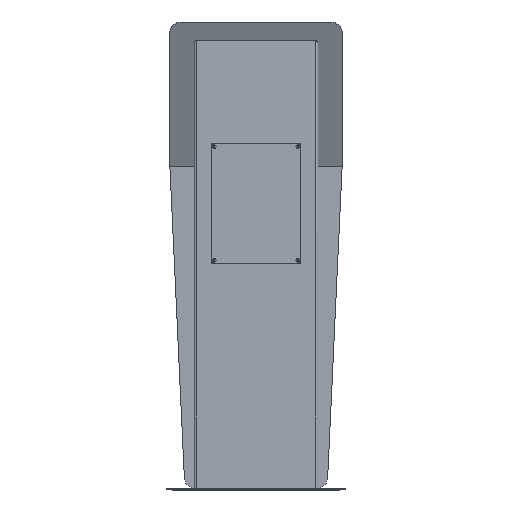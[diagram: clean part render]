
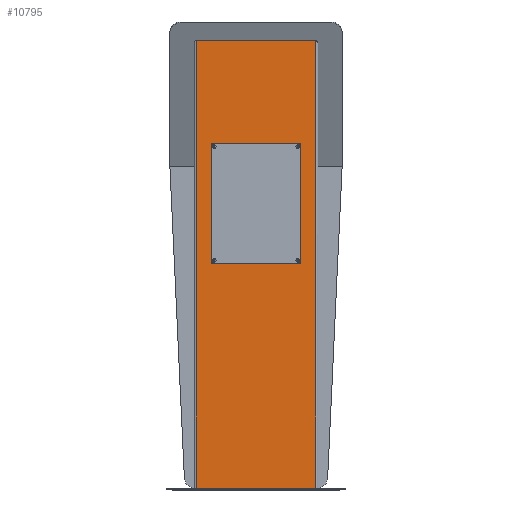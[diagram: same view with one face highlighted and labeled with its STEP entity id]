
A CAD part, top view. The second image highlights one B-rep face of the part: STEP entity #10795.
In plain terms, the highlighted face is planar.
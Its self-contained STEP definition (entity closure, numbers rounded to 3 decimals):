
#524 = CARTESIAN_POINT ( 'NONE',  ( 90., -755., -3. ) ) ;
#743 = EDGE_CURVE ( 'NONE', #115610, #58641, #134151, .T. ) ;
#775 = DIRECTION ( 'NONE',  ( 0., 0., -1. ) ) ;
#1550 = VECTOR ( 'NONE', #15502, 1000. ) ;
#1884 = DIRECTION ( 'NONE',  ( 0., 0., 1. ) ) ;
#1892 = CARTESIAN_POINT ( 'NONE',  ( -150., 6., -3. ) ) ;
#2017 = CARTESIAN_POINT ( 'NONE',  ( -144., 400., -3. ) ) ;
#3818 = LINE ( 'NONE', #82821, #14694 ) ;
#6081 = ORIENTED_EDGE ( 'NONE', *, *, #136592, .T. ) ;
#8778 = CARTESIAN_POINT ( 'NONE',  ( 90., -755., -3. ) ) ;
#10302 = CARTESIAN_POINT ( 'NONE',  ( 200., -750., -3. ) ) ;
#10647 = CARTESIAN_POINT ( 'NONE',  ( 0., 743.566, -3. ) ) ;
#10795 = ADVANCED_FACE ( 'NONE', ( #88431, #111700 ), #55299, .T. ) ;
#11009 = EDGE_LOOP ( 'NONE', ( #20833, #125411, #15255, #34311, #113664, #91440, #112751, #116186 ) ) ;
#11826 = CARTESIAN_POINT ( 'NONE',  ( 144., 0., -3. ) ) ;
#12486 = VERTEX_POINT ( 'NONE', #59419 ) ;
#13335 = EDGE_CURVE ( 'NONE', #84692, #58498, #88138, .T. ) ;
#14694 = VECTOR ( 'NONE', #71516, 1000. ) ;
#15255 = ORIENTED_EDGE ( 'NONE', *, *, #97386, .F. ) ;
#15502 = DIRECTION ( 'NONE',  ( 0., 1., 0. ) ) ;
#17216 = EDGE_CURVE ( 'NONE', #97792, #123315, #100428, .T. ) ;
#20032 = EDGE_CURVE ( 'NONE', #58641, #97792, #132575, .T. ) ;
#20833 = ORIENTED_EDGE ( 'NONE', *, *, #96176, .F. ) ;
#22072 = LINE ( 'NONE', #44622, #92602 ) ;
#22235 = DIRECTION ( 'NONE',  ( 1., 0., 0. ) ) ;
#25232 = VERTEX_POINT ( 'NONE', #109347 ) ;
#26251 = ORIENTED_EDGE ( 'NONE', *, *, #20032, .F. ) ;
#27080 = VECTOR ( 'NONE', #66795, 1000. ) ;
#28268 = CIRCLE ( 'NONE', #52366, 6. ) ;
#28607 = ORIENTED_EDGE ( 'NONE', *, *, #743, .F. ) ;
#29640 = CARTESIAN_POINT ( 'NONE',  ( 144., 6., -3. ) ) ;
#29808 = LINE ( 'NONE', #8778, #44128 ) ;
#32403 = CARTESIAN_POINT ( 'NONE',  ( -150., 394., -3. ) ) ;
#34128 = EDGE_CURVE ( 'NONE', #12486, #45279, #113649, .T. ) ;
#34311 = ORIENTED_EDGE ( 'NONE', *, *, #117813, .F. ) ;
#35767 = CIRCLE ( 'NONE', #117468, 6. ) ;
#36252 = EDGE_CURVE ( 'NONE', #72262, #80141, #113080, .T. ) ;
#37314 = CARTESIAN_POINT ( 'NONE',  ( 200., -750., -3. ) ) ;
#37372 = CARTESIAN_POINT ( 'NONE',  ( 150., 394., -3. ) ) ;
#37855 = EDGE_CURVE ( 'NONE', #25232, #107643, #3818, .T. ) ;
#41092 = DIRECTION ( 'NONE',  ( 0., -1., 0. ) ) ;
#44128 = VECTOR ( 'NONE', #41092, 1000. ) ;
#44622 = CARTESIAN_POINT ( 'NONE',  ( 90., -755., -3. ) ) ;
#45101 = AXIS2_PLACEMENT_3D ( 'NONE', #54567, #146208, #147676 ) ;
#45235 = EDGE_LOOP ( 'NONE', ( #28607, #6081, #82634, #113501, #108514, #83603, #107828, #26251 ) ) ;
#45279 = VERTEX_POINT ( 'NONE', #140810 ) ;
#45899 = DIRECTION ( 'NONE',  ( -1., 0., 0. ) ) ;
#46743 = DIRECTION ( 'NONE',  ( 0., -1., 0. ) ) ;
#47934 = CIRCLE ( 'NONE', #67227, 6. ) ;
#48293 = VERTEX_POINT ( 'NONE', #99598 ) ;
#48599 = CARTESIAN_POINT ( 'NONE',  ( -144., 0., -3. ) ) ;
#50880 = CARTESIAN_POINT ( 'NONE',  ( -90., -750., -3. ) ) ;
#52362 = EDGE_CURVE ( 'NONE', #125572, #107643, #55470, .T. ) ;
#52366 = AXIS2_PLACEMENT_3D ( 'NONE', #131822, #103928, #115222 ) ;
#54567 = CARTESIAN_POINT ( 'NONE',  ( 0., 0., -3. ) ) ;
#55299 = PLANE ( 'NONE',  #45101 ) ;
#55470 = LINE ( 'NONE', #114079, #27080 ) ;
#55780 = DIRECTION ( 'NONE',  ( -1., 0., 0. ) ) ;
#58498 = VERTEX_POINT ( 'NONE', #1892 ) ;
#58641 = VERTEX_POINT ( 'NONE', #75564 ) ;
#58860 = EDGE_CURVE ( 'NONE', #118781, #25232, #22072, .T. ) ;
#59419 = CARTESIAN_POINT ( 'NONE',  ( 200., 743.566, -3. ) ) ;
#62782 = VECTOR ( 'NONE', #63689, 1000. ) ;
#63689 = DIRECTION ( 'NONE',  ( -1., 0., 0. ) ) ;
#66340 = DIRECTION ( 'NONE',  ( 0., -1., 0. ) ) ;
#66795 = DIRECTION ( 'NONE',  ( 1., 0., 0. ) ) ;
#67227 = AXIS2_PLACEMENT_3D ( 'NONE', #80153, #1884, #22235 ) ;
#69659 = CARTESIAN_POINT ( 'NONE',  ( -200., -750., -3. ) ) ;
#71516 = DIRECTION ( 'NONE',  ( 0., 1., 0. ) ) ;
#71547 = LINE ( 'NONE', #115174, #137992 ) ;
#72262 = VERTEX_POINT ( 'NONE', #80314 ) ;
#75564 = CARTESIAN_POINT ( 'NONE',  ( 150., 6., -3. ) ) ;
#80141 = VERTEX_POINT ( 'NONE', #2017 ) ;
#80153 = CARTESIAN_POINT ( 'NONE',  ( 144., 394., -3. ) ) ;
#80314 = CARTESIAN_POINT ( 'NONE',  ( 144., 400., -3. ) ) ;
#82634 = ORIENTED_EDGE ( 'NONE', *, *, #36252, .T. ) ;
#82821 = CARTESIAN_POINT ( 'NONE',  ( -90., -755., -3. ) ) ;
#83603 = ORIENTED_EDGE ( 'NONE', *, *, #109546, .T. ) ;
#84692 = VERTEX_POINT ( 'NONE', #99880 ) ;
#86899 = DIRECTION ( 'NONE',  ( 0., -1., 0. ) ) ;
#87034 = AXIS2_PLACEMENT_3D ( 'NONE', #29640, #121376, #113636 ) ;
#88138 = LINE ( 'NONE', #32403, #109625 ) ;
#88431 = FACE_OUTER_BOUND ( 'NONE', #11009, .T. ) ;
#89824 = CARTESIAN_POINT ( 'NONE',  ( 144., 400., -3. ) ) ;
#90277 = EDGE_CURVE ( 'NONE', #48293, #118781, #29808, .T. ) ;
#91440 = ORIENTED_EDGE ( 'NONE', *, *, #58860, .T. ) ;
#92602 = VECTOR ( 'NONE', #134099, 1000. ) ;
#96176 = EDGE_CURVE ( 'NONE', #45279, #125572, #71547, .T. ) ;
#97386 = EDGE_CURVE ( 'NONE', #132720, #12486, #130532, .T. ) ;
#97792 = VERTEX_POINT ( 'NONE', #11826 ) ;
#98148 = CARTESIAN_POINT ( 'NONE',  ( 150., 394., -3. ) ) ;
#99598 = CARTESIAN_POINT ( 'NONE',  ( 90., -750., -3. ) ) ;
#99880 = CARTESIAN_POINT ( 'NONE',  ( -150., 394., -3. ) ) ;
#100428 = LINE ( 'NONE', #143279, #62782 ) ;
#100804 = VECTOR ( 'NONE', #55780, 1000. ) ;
#102707 = LINE ( 'NONE', #69659, #134425 ) ;
#103028 = CARTESIAN_POINT ( 'NONE',  ( -144., 394., -3. ) ) ;
#103928 = DIRECTION ( 'NONE',  ( 0., 0., 1. ) ) ;
#107643 = VERTEX_POINT ( 'NONE', #50880 ) ;
#107828 = ORIENTED_EDGE ( 'NONE', *, *, #17216, .F. ) ;
#108514 = ORIENTED_EDGE ( 'NONE', *, *, #13335, .T. ) ;
#109347 = CARTESIAN_POINT ( 'NONE',  ( -90., -755., -3. ) ) ;
#109546 = EDGE_CURVE ( 'NONE', #58498, #123315, #28268, .T. ) ;
#109625 = VECTOR ( 'NONE', #66340, 1000. ) ;
#109684 = CARTESIAN_POINT ( 'NONE',  ( -200., -750., -3. ) ) ;
#111700 = FACE_BOUND ( 'NONE', #45235, .T. ) ;
#112527 = DIRECTION ( 'NONE',  ( 1., 0., 0. ) ) ;
#112751 = ORIENTED_EDGE ( 'NONE', *, *, #37855, .T. ) ;
#113080 = LINE ( 'NONE', #89824, #132097 ) ;
#113501 = ORIENTED_EDGE ( 'NONE', *, *, #115698, .F. ) ;
#113636 = DIRECTION ( 'NONE',  ( -1., 0., 0. ) ) ;
#113649 = LINE ( 'NONE', #10647, #100804 ) ;
#113664 = ORIENTED_EDGE ( 'NONE', *, *, #90277, .T. ) ;
#113824 = DIRECTION ( 'NONE',  ( -1., 0., 0. ) ) ;
#114079 = CARTESIAN_POINT ( 'NONE',  ( -200., -750., -3. ) ) ;
#115174 = CARTESIAN_POINT ( 'NONE',  ( -200., -750., -3. ) ) ;
#115222 = DIRECTION ( 'NONE',  ( 1., 0., 0. ) ) ;
#115610 = VERTEX_POINT ( 'NONE', #37372 ) ;
#115698 = EDGE_CURVE ( 'NONE', #84692, #80141, #35767, .T. ) ;
#116186 = ORIENTED_EDGE ( 'NONE', *, *, #52362, .F. ) ;
#117468 = AXIS2_PLACEMENT_3D ( 'NONE', #103028, #775, #45899 ) ;
#117813 = EDGE_CURVE ( 'NONE', #48293, #132720, #102707, .T. ) ;
#118781 = VERTEX_POINT ( 'NONE', #524 ) ;
#121376 = DIRECTION ( 'NONE',  ( 0., 0., -1. ) ) ;
#123315 = VERTEX_POINT ( 'NONE', #48599 ) ;
#125411 = ORIENTED_EDGE ( 'NONE', *, *, #34128, .F. ) ;
#125572 = VERTEX_POINT ( 'NONE', #109684 ) ;
#127041 = VECTOR ( 'NONE', #86899, 1000. ) ;
#130532 = LINE ( 'NONE', #37314, #1550 ) ;
#131822 = CARTESIAN_POINT ( 'NONE',  ( -144., 6., -3. ) ) ;
#132097 = VECTOR ( 'NONE', #113824, 1000. ) ;
#132575 = CIRCLE ( 'NONE', #87034, 6. ) ;
#132720 = VERTEX_POINT ( 'NONE', #10302 ) ;
#134099 = DIRECTION ( 'NONE',  ( -1., 0., 0. ) ) ;
#134151 = LINE ( 'NONE', #98148, #127041 ) ;
#134425 = VECTOR ( 'NONE', #112527, 1000. ) ;
#136592 = EDGE_CURVE ( 'NONE', #115610, #72262, #47934, .T. ) ;
#137992 = VECTOR ( 'NONE', #46743, 1000. ) ;
#140810 = CARTESIAN_POINT ( 'NONE',  ( -200., 743.566, -3. ) ) ;
#143279 = CARTESIAN_POINT ( 'NONE',  ( 144., 0., -3. ) ) ;
#146208 = DIRECTION ( 'NONE',  ( 0., 0., -1. ) ) ;
#147676 = DIRECTION ( 'NONE',  ( -1., 0., 0. ) ) ;
